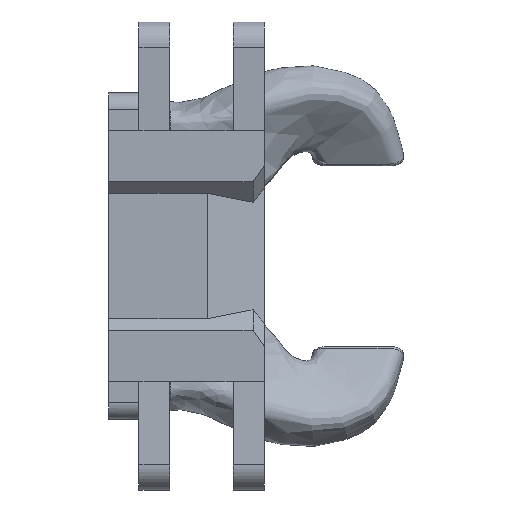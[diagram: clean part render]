
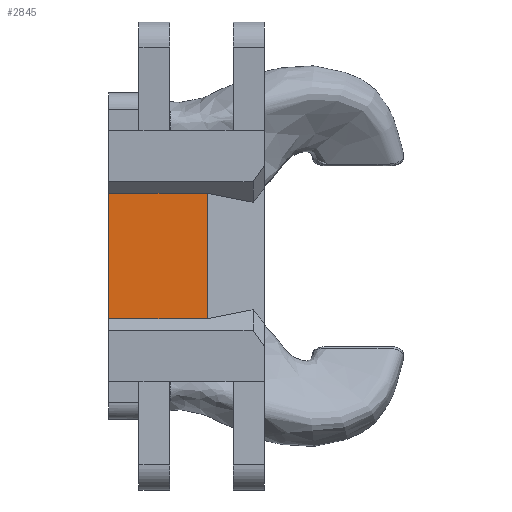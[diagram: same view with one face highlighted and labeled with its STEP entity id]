
A CAD part, top view. The second image highlights one B-rep face of the part: STEP entity #2845.
In plain terms, the highlighted planar face has unit normal (0, 0, 1).
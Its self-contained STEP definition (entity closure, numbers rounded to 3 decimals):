
#134=PLANE('',#3042);
#271=LINE('',#16769,#499);
#302=LINE('',#16864,#530);
#308=LINE('',#16875,#536);
#340=LINE('',#20936,#568);
#499=VECTOR('',#3369,22.);
#530=VECTOR('',#3442,17.3);
#536=VECTOR('',#3452,17.3);
#568=VECTOR('',#3544,22.);
#724=FACE_OUTER_BOUND('',#882,.T.);
#882=EDGE_LOOP('',(#2467,#2468,#2469,#2470));
#1328=VERTEX_POINT('',#16766);
#1329=VERTEX_POINT('',#16768);
#1372=VERTEX_POINT('',#16863);
#1375=VERTEX_POINT('',#16873);
#1694=EDGE_CURVE('',#1329,#1328,#271,.T.);
#1742=EDGE_CURVE('',#1329,#1372,#302,.T.);
#1748=EDGE_CURVE('',#1328,#1375,#308,.T.);
#1796=EDGE_CURVE('',#1375,#1372,#340,.T.);
#2467=ORIENTED_EDGE('',*,*,#1796,.T.);
#2468=ORIENTED_EDGE('',*,*,#1742,.F.);
#2469=ORIENTED_EDGE('',*,*,#1694,.T.);
#2470=ORIENTED_EDGE('',*,*,#1748,.T.);
#2845=ADVANCED_FACE('',(#724),#134,.F.);
#3042=AXIS2_PLACEMENT_3D('',#20935,#3542,#3543);
#3369=DIRECTION('',(0.,-1.,0.));
#3442=DIRECTION('',(1.,0.,0.));
#3452=DIRECTION('',(1.,0.,0.));
#3542=DIRECTION('center_axis',(0.,0.,
-1.));
#3543=DIRECTION('ref_axis',(0.,-1.,0.));
#3544=DIRECTION('',(0.,1.,0.));
#16766=CARTESIAN_POINT('',(-7.863,249.417,18.109));
#16768=CARTESIAN_POINT('',(-7.863,271.417,18.109));
#16769=CARTESIAN_POINT('',(-7.863,271.417,18.109));
#16863=CARTESIAN_POINT('',(9.437,271.417,18.109));
#16864=CARTESIAN_POINT('',(-7.863,271.417,18.109));
#16873=CARTESIAN_POINT('',(9.437,249.417,18.109));
#16875=CARTESIAN_POINT('',(-7.863,249.417,18.109));
#20935=CARTESIAN_POINT('Origin',(19.437,267.417,18.109));
#20936=CARTESIAN_POINT('',(9.437,249.417,18.109));
